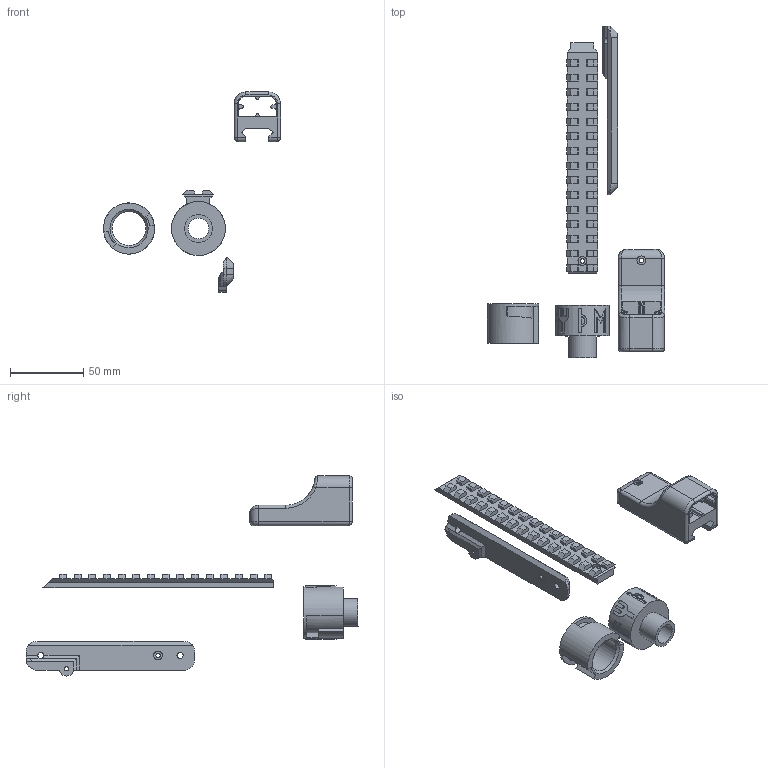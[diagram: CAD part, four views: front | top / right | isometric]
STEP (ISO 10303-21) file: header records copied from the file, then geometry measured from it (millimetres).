
FILE_DESCRIPTION(/* description */ (''),/* implementation_level */ '2;1');
FILE_NAME(/* name */ 'Assesories V.2.4.6.step',/* time_stamp */ '2023-04-05T20:51:05+02:00',/* author */ (''),/* organization */ (''),/* preprocessor_version */ 'ST-DEVELOPER v19.2',/* originating_system */ 'Autodesk Translation Framework v12.4.0.73',/* authorisation */ '');
FILE_SCHEMA (('AUTOMOTIVE_DESIGN { 1 0 10303 214 3 1 1 }'));
Length unit declared in the file: millimetre
Products named in the file (5): Assesories; Fidlock Mount; Muzzle Threaded T238 Tracer - Works; Assesories_1; Muzzle N-Strike Adapter Not Tested
Assembly tree (4 placements, depth 2):
  Assesories
    Fidlock Mount
    Muzzle Threaded T238 Tracer - Works
    Assesories_1
    Muzzle N-Strike Adapter Not Tested
Bounding box: 120.83 x 226.48 x 136.46 mm (x, y, z)
Volume: 88148 mm3; surface area: 42281.1 mm2
Topology: 6 solids, 6 shells, 561 faces, 1529 edges, 996 vertices
Faces by surface type: plane 439, cylinder 79, bspline 30, cone 5, torus 4, sphere 4
Full cylindrical faces by diameter (mm): 2.8 x1, 3 x3, 4.2 x2, 4.5 x1, 6 x5, 14 x1, 19 x1, 23.022 x1, 24.174 x4, 26.519 x4, 34.9 x1, 36.75 x1
Entity records: 20346 total; most frequent: CARTESIAN_POINT 6038, ORIENTED_EDGE 3046, DIRECTION 2757, EDGE_CURVE 1523, LINE 1201, VECTOR 1201, VERTEX_POINT 996, AXIS2_PLACEMENT_3D 778
